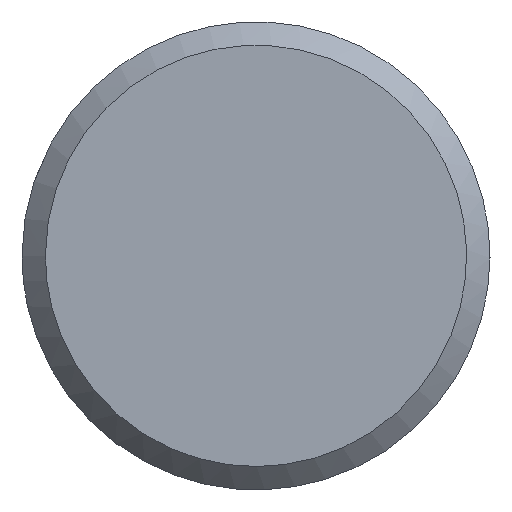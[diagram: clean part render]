
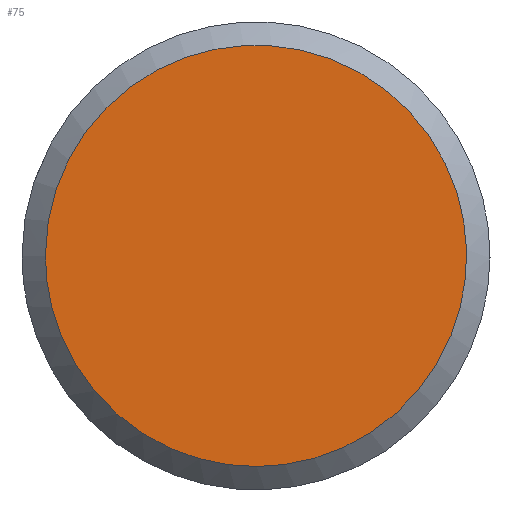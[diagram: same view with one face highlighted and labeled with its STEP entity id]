
A CAD part, left-side view. The second image highlights one B-rep face of the part: STEP entity #75.
In plain terms, the highlighted free-form (B-spline) face has degree [1, 1] with [2, 2] control points.
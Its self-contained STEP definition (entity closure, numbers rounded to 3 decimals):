
#75 = ADVANCED_FACE('', (#76), #92, .T.);
#76 = FACE_OUTER_BOUND('', #77, .T.);
#77 = EDGE_LOOP('', (#78));
#78 = ORIENTED_EDGE('', *, *, #79, .F.);
#79 = EDGE_CURVE('', #80, #80, #82, .T.);
#80 = VERTEX_POINT('', #81);
#81 = CARTESIAN_POINT('', (-36., 2.7, 0.));
#82 = (
   BOUNDED_CURVE ()
   B_SPLINE_CURVE (2, (#83, #84, #85, #86, #87, #88, #89, #90, #91), .UNSPECIFIED., .T., .U.)
   B_SPLINE_CURVE_WITH_KNOTS ((3, 2, 2, 2, 3), (0., 90., 180., 270., 360.), .UNSPECIFIED.)
   CURVE ()
   GEOMETRIC_REPRESENTATION_ITEM ()
   RATIONAL_B_SPLINE_CURVE ((1., 0.707, 1., 0.707, 1., 0.707, 1., 0.707, 1.))
   REPRESENTATION_ITEM ('')
);
#83 = CARTESIAN_POINT('', (-36., 2.7, 0.));
#84 = CARTESIAN_POINT('', (-36., 2.7, 2.7));
#85 = CARTESIAN_POINT('', (-36., 0., 2.7));
#86 = CARTESIAN_POINT('', (-36., -2.7, 2.7));
#87 = CARTESIAN_POINT('', (-36., -2.7, 0.));
#88 = CARTESIAN_POINT('', (-36., -2.7, -2.7));
#89 = CARTESIAN_POINT('', (-36., 0., -2.7));
#90 = CARTESIAN_POINT('', (-36., 2.7, -2.7));
#91 = CARTESIAN_POINT('', (-36., 2.7, 0.));
#92 = B_SPLINE_SURFACE_WITH_KNOTS('', 1, 1, ((#93, #94), (#95, #96)), .UNSPECIFIED., .F., .F., .U., (2, 2), (2, 2), (-2.701, 2.701), (-1.351, 4.051), .UNSPECIFIED.);
#93 = CARTESIAN_POINT('', (-36., 2.701, 2.701));
#94 = CARTESIAN_POINT('', (-36., -2.701, 2.701));
#95 = CARTESIAN_POINT('', (-36., 2.701, -2.701));
#96 = CARTESIAN_POINT('', (-36., -2.701, -2.701));
